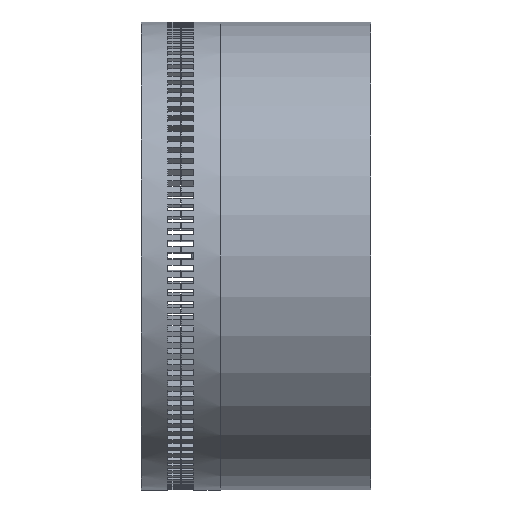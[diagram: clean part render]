
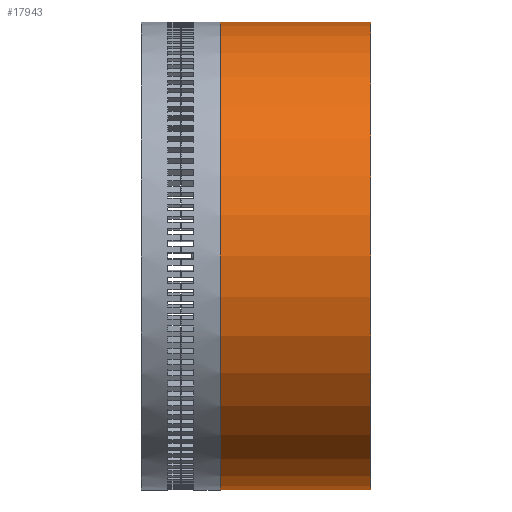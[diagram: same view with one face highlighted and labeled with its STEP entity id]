
A CAD part, front view. The second image highlights one B-rep face of the part: STEP entity #17943.
In plain terms, the highlighted cylindrical face has radius 36.436 mm (diameter 72.873 mm), a partial arc.
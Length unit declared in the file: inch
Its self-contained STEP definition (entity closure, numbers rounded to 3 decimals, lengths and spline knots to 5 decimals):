
#763 = CIRCLE ( 'NONE', #13062, 1.4345 ) ;
#7938 = VERTEX_POINT ( 'NONE', #28027 ) ;
#9417 = CIRCLE ( 'NONE', #13449, 1.4345 ) ;
#13062 = AXIS2_PLACEMENT_3D ( 'NONE', #19325, #19220, #19170 ) ;
#13449 = AXIS2_PLACEMENT_3D ( 'NONE', #23499, #23389, #23377 ) ;
#13794 = CARTESIAN_POINT ( 'NONE',  ( 0.923, 0., 1.4345 ) ) ;
#15588 = CARTESIAN_POINT ( 'NONE',  ( 0., 0., 1.4345 ) ) ;
#17522 = CYLINDRICAL_SURFACE ( 'NONE', #19235, 1.4345 ) ;
#17881 = CARTESIAN_POINT ( 'NONE',  ( -0.11217, 0., -1.4345 ) ) ;
#17943 = ADVANCED_FACE ( 'NONE', ( #18193 ), #17522, .T. ) ;
#18172 = DIRECTION ( 'NONE',  ( -1., 0., 0. ) ) ;
#18193 = FACE_OUTER_BOUND ( 'NONE', #20708, .T. ) ;
#19170 = DIRECTION ( 'NONE',  ( 0., 0., -1. ) ) ;
#19220 = DIRECTION ( 'NONE',  ( -1., 0., 0. ) ) ;
#19235 = AXIS2_PLACEMENT_3D ( 'NONE', #25773, #25708, #26057 ) ;
#19325 = CARTESIAN_POINT ( 'NONE',  ( 0., 0., 0. ) ) ;
#20708 = EDGE_LOOP ( 'NONE', ( #37865, #28652, #37039, #36531 ) ) ;
#20935 = CARTESIAN_POINT ( 'NONE',  ( -0.11217, 0., 1.4345 ) ) ;
#21351 = DIRECTION ( 'NONE',  ( -1., 0., 0. ) ) ;
#23309 = VERTEX_POINT ( 'NONE', #31893 ) ;
#23377 = DIRECTION ( 'NONE',  ( 0., 0., -1. ) ) ;
#23389 = DIRECTION ( 'NONE',  ( -1., 0., 0. ) ) ;
#23499 = CARTESIAN_POINT ( 'NONE',  ( 0.923, 0., 0. ) ) ;
#24583 = VECTOR ( 'NONE', #21351, 39.37008 ) ;
#25708 = DIRECTION ( 'NONE',  ( -1., 0., 0. ) ) ;
#25773 = CARTESIAN_POINT ( 'NONE',  ( -0.11217, 0., 0. ) ) ;
#26057 = DIRECTION ( 'NONE',  ( 0., 0., -1. ) ) ;
#27144 = LINE ( 'NONE', #20935, #24583 ) ;
#28027 = CARTESIAN_POINT ( 'NONE',  ( 0., 0., -1.4345 ) ) ;
#28652 = ORIENTED_EDGE ( 'NONE', *, *, #37100, .T. ) ;
#31893 = CARTESIAN_POINT ( 'NONE',  ( 0.923, 0., -1.4345 ) ) ;
#34583 = VERTEX_POINT ( 'NONE', #13794 ) ;
#36531 = ORIENTED_EDGE ( 'NONE', *, *, #37242, .F. ) ;
#37000 = EDGE_CURVE ( 'NONE', #23309, #34583, #9417, .T. ) ;
#37039 = ORIENTED_EDGE ( 'NONE', *, *, #37171, .F. ) ;
#37100 = EDGE_CURVE ( 'NONE', #34583, #47951, #27144, .T. ) ;
#37171 = EDGE_CURVE ( 'NONE', #7938, #47951, #763, .T. ) ;
#37242 = EDGE_CURVE ( 'NONE', #23309, #7938, #51860, .T. ) ;
#37865 = ORIENTED_EDGE ( 'NONE', *, *, #37000, .T. ) ;
#41178 = VECTOR ( 'NONE', #18172, 39.37008 ) ;
#47951 = VERTEX_POINT ( 'NONE', #15588 ) ;
#51860 = LINE ( 'NONE', #17881, #41178 ) ;
